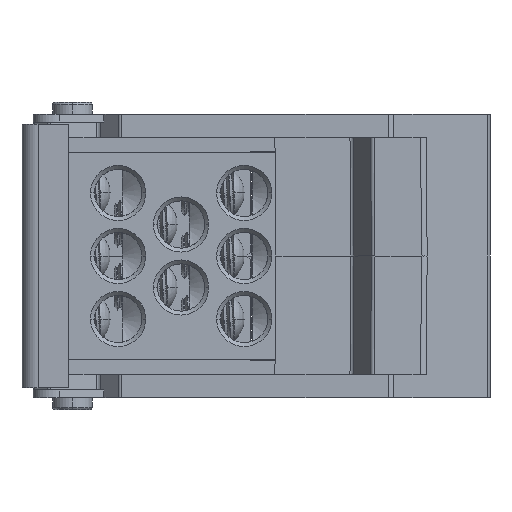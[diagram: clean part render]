
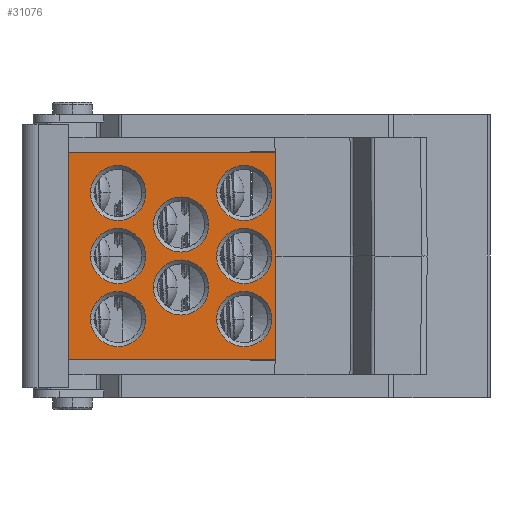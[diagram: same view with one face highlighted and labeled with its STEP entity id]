
A CAD part, left-side view. The second image highlights one B-rep face of the part: STEP entity #31076.
In plain terms, the highlighted planar face has unit normal (-1, 0, 0).
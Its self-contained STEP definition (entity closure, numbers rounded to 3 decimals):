
#292=DIRECTION('',(0.,0.,-1.));
#293=VECTOR('',#292,26.2);
#294=CARTESIAN_POINT('',(-30.5,-2.8,13.1));
#295=LINE('',#294,#293);
#331=DIRECTION('',(0.,0.,-1.));
#332=VECTOR('',#331,26.2);
#333=CARTESIAN_POINT('',(-30.5,-32.8,13.1));
#334=LINE('',#333,#332);
#5449=CARTESIAN_POINT('',(-30.5,-10.8,-8.));
#5450=DIRECTION('',(-1.,0.,0.));
#5451=DIRECTION('',(0.,-1.,0.));
#5452=AXIS2_PLACEMENT_3D('',#5449,#5450,#5451);
#5454=CARTESIAN_POINT('',(-30.5,-10.8,0.));
#5455=DIRECTION('',(-1.,0.,0.));
#5456=DIRECTION('',(0.,-1.,0.));
#5457=AXIS2_PLACEMENT_3D('',#5454,#5455,#5456);
#5459=CARTESIAN_POINT('',(-30.5,-10.8,8.));
#5460=DIRECTION('',(-1.,0.,0.));
#5461=DIRECTION('',(0.,-1.,0.));
#5462=AXIS2_PLACEMENT_3D('',#5459,#5460,#5461);
#5464=CARTESIAN_POINT('',(-30.5,-18.8,4.));
#5465=DIRECTION('',(-1.,0.,0.));
#5466=DIRECTION('',(0.,-1.,0.));
#5467=AXIS2_PLACEMENT_3D('',#5464,#5465,#5466);
#5469=CARTESIAN_POINT('',(-30.5,-18.8,-4.));
#5470=DIRECTION('',(-1.,0.,0.));
#5471=DIRECTION('',(0.,-1.,0.));
#5472=AXIS2_PLACEMENT_3D('',#5469,#5470,#5471);
#5474=CARTESIAN_POINT('',(-30.5,-26.8,-8.));
#5475=DIRECTION('',(-1.,0.,0.));
#5476=DIRECTION('',(0.,-1.,0.));
#5477=AXIS2_PLACEMENT_3D('',#5474,#5475,#5476);
#5479=CARTESIAN_POINT('',(-30.5,-26.8,0.));
#5480=DIRECTION('',(-1.,0.,0.));
#5481=DIRECTION('',(0.,-1.,0.));
#5482=AXIS2_PLACEMENT_3D('',#5479,#5480,#5481);
#5484=CARTESIAN_POINT('',(-30.5,-26.8,8.));
#5485=DIRECTION('',(-1.,0.,0.));
#5486=DIRECTION('',(0.,-1.,0.));
#5487=AXIS2_PLACEMENT_3D('',#5484,#5485,#5486);
#5489=DIRECTION('',(0.,1.,0.));
#5490=VECTOR('',#5489,30.);
#5491=CARTESIAN_POINT('',(-30.5,-32.8,-13.1));
#5492=LINE('',#5491,#5490);
#5506=CARTESIAN_POINT('',(-30.5,-10.8,-8.));
#5507=DIRECTION('',(1.,0.,0.));
#5508=DIRECTION('',(0.,-1.,0.));
#5509=AXIS2_PLACEMENT_3D('',#5506,#5507,#5508);
#8106=CARTESIAN_POINT('',(-30.5,-10.8,0.));
#8107=DIRECTION('',(1.,0.,0.));
#8108=DIRECTION('',(0.,-1.,0.));
#8109=AXIS2_PLACEMENT_3D('',#8106,#8107,#8108);
#9536=CARTESIAN_POINT('',(-30.5,-10.8,8.));
#9537=DIRECTION('',(1.,0.,0.));
#9538=DIRECTION('',(0.,-1.,0.));
#9539=AXIS2_PLACEMENT_3D('',#9536,#9537,#9538);
#9564=DIRECTION('',(0.,1.,0.));
#9565=VECTOR('',#9564,30.);
#9566=CARTESIAN_POINT('',(-30.5,-32.8,13.1));
#9567=LINE('',#9566,#9565);
#11723=CARTESIAN_POINT('',(-30.5,-18.8,-4.));
#11724=DIRECTION('',(1.,0.,0.));
#11725=DIRECTION('',(0.,-1.,0.));
#11726=AXIS2_PLACEMENT_3D('',#11723,#11724,#11725);
#14704=CARTESIAN_POINT('',(-30.5,-26.8,8.));
#14705=DIRECTION('',(1.,0.,0.));
#14706=DIRECTION('',(0.,-1.,0.));
#14707=AXIS2_PLACEMENT_3D('',#14704,#14705,#14706);
#16168=CARTESIAN_POINT('',(-30.5,-26.8,0.));
#16169=DIRECTION('',(1.,0.,0.));
#16170=DIRECTION('',(0.,-1.,0.));
#16171=AXIS2_PLACEMENT_3D('',#16168,#16169,#16170);
#16789=CARTESIAN_POINT('',(-30.5,-26.8,-8.));
#16790=DIRECTION('',(1.,0.,0.));
#16791=DIRECTION('',(0.,-1.,0.));
#16792=AXIS2_PLACEMENT_3D('',#16789,#16790,#16791);
#16807=CARTESIAN_POINT('',(-30.5,-18.8,4.));
#16808=DIRECTION('',(1.,0.,0.));
#16809=DIRECTION('',(0.,-1.,0.));
#16810=AXIS2_PLACEMENT_3D('',#16807,#16808,#16809);
#18873=CARTESIAN_POINT('',(-30.5,-2.8,-13.1));
#18874=VERTEX_POINT('',#18873);
#18875=CARTESIAN_POINT('',(-30.5,-2.8,13.1));
#18876=VERTEX_POINT('',#18875);
#18877=CARTESIAN_POINT('',(-30.5,-14.3,-8.));
#18878=CARTESIAN_POINT('',(-30.5,-7.3,-8.));
#18879=VERTEX_POINT('',#18877);
#18880=VERTEX_POINT('',#18878);
#18881=CARTESIAN_POINT('',(-30.5,-14.3,0.));
#18882=CARTESIAN_POINT('',(-30.5,-7.3,0.));
#18883=VERTEX_POINT('',#18881);
#18884=VERTEX_POINT('',#18882);
#18885=CARTESIAN_POINT('',(-30.5,-14.3,8.));
#18886=CARTESIAN_POINT('',(-30.5,-7.3,8.));
#18887=VERTEX_POINT('',#18885);
#18888=VERTEX_POINT('',#18886);
#18889=CARTESIAN_POINT('',(-30.5,-22.3,4.));
#18890=CARTESIAN_POINT('',(-30.5,-15.3,4.));
#18891=VERTEX_POINT('',#18889);
#18892=VERTEX_POINT('',#18890);
#18893=CARTESIAN_POINT('',(-30.5,-22.3,-4.));
#18894=CARTESIAN_POINT('',(-30.5,-15.3,-4.));
#18895=VERTEX_POINT('',#18893);
#18896=VERTEX_POINT('',#18894);
#18897=CARTESIAN_POINT('',(-30.5,-30.3,-8.));
#18898=CARTESIAN_POINT('',(-30.5,-23.3,-8.));
#18899=VERTEX_POINT('',#18897);
#18900=VERTEX_POINT('',#18898);
#18901=CARTESIAN_POINT('',(-30.5,-30.3,0.));
#18902=CARTESIAN_POINT('',(-30.5,-23.3,0.));
#18903=VERTEX_POINT('',#18901);
#18904=VERTEX_POINT('',#18902);
#18905=CARTESIAN_POINT('',(-30.5,-30.3,8.));
#18906=CARTESIAN_POINT('',(-30.5,-23.3,8.));
#18907=VERTEX_POINT('',#18905);
#18908=VERTEX_POINT('',#18906);
#19898=CARTESIAN_POINT('',(-30.5,-32.8,-13.1));
#19900=VERTEX_POINT('',#19898);
#19902=CARTESIAN_POINT('',(-30.5,-32.8,13.1));
#19903=VERTEX_POINT('',#19902);
#31016=CARTESIAN_POINT('',(-30.5,-17.8,0.));
#31017=DIRECTION('',(1.,0.,0.));
#31018=DIRECTION('',(0.,-1.,0.));
#31019=AXIS2_PLACEMENT_3D('',#31016,#31017,#31018);
#31020=PLANE('',#31019);
#31021=ORIENTED_EDGE('',*,*,#21043,.T.);
#31022=ORIENTED_EDGE('',*,*,#20993,.F.);
#31024=ORIENTED_EDGE('',*,*,#31023,.F.);
#31025=ORIENTED_EDGE('',*,*,#21076,.T.);
#31026=EDGE_LOOP('',(#31021,#31022,#31024,#31025));
#31027=FACE_OUTER_BOUND('',#31026,.F.);
#31029=ORIENTED_EDGE('',*,*,#31028,.T.);
#31031=ORIENTED_EDGE('',*,*,#31030,.F.);
#31032=EDGE_LOOP('',(#31029,#31031));
#31033=FACE_BOUND('',#31032,.F.);
#31035=ORIENTED_EDGE('',*,*,#31034,.T.);
#31037=ORIENTED_EDGE('',*,*,#31036,.F.);
#31038=EDGE_LOOP('',(#31035,#31037));
#31039=FACE_BOUND('',#31038,.F.);
#31041=ORIENTED_EDGE('',*,*,#31040,.F.);
#31043=ORIENTED_EDGE('',*,*,#31042,.T.);
#31044=EDGE_LOOP('',(#31041,#31043));
#31045=FACE_BOUND('',#31044,.F.);
#31047=ORIENTED_EDGE('',*,*,#31046,.F.);
#31049=ORIENTED_EDGE('',*,*,#31048,.T.);
#31050=EDGE_LOOP('',(#31047,#31049));
#31051=FACE_BOUND('',#31050,.F.);
#31053=ORIENTED_EDGE('',*,*,#31052,.F.);
#31055=ORIENTED_EDGE('',*,*,#31054,.T.);
#31056=EDGE_LOOP('',(#31053,#31055));
#31057=FACE_BOUND('',#31056,.F.);
#31059=ORIENTED_EDGE('',*,*,#31058,.T.);
#31061=ORIENTED_EDGE('',*,*,#31060,.F.);
#31062=EDGE_LOOP('',(#31059,#31061));
#31063=FACE_BOUND('',#31062,.F.);
#31065=ORIENTED_EDGE('',*,*,#31064,.T.);
#31067=ORIENTED_EDGE('',*,*,#31066,.F.);
#31068=EDGE_LOOP('',(#31065,#31067));
#31069=FACE_BOUND('',#31068,.F.);
#31071=ORIENTED_EDGE('',*,*,#31070,.T.);
#31073=ORIENTED_EDGE('',*,*,#31072,.F.);
#31074=EDGE_LOOP('',(#31071,#31073));
#31075=FACE_BOUND('',#31074,.F.);
#31076=ADVANCED_FACE('',(#31027,#31033,#31039,#31045,#31051,#31057,#31063,
#31069,#31075),#31020,.F.);
#5453=CIRCLE('',#5452,3.5);
#5458=CIRCLE('',#5457,3.5);
#5463=CIRCLE('',#5462,3.5);
#5468=CIRCLE('',#5467,3.5);
#5473=CIRCLE('',#5472,3.5);
#5478=CIRCLE('',#5477,3.5);
#5483=CIRCLE('',#5482,3.5);
#5488=CIRCLE('',#5487,3.5);
#5510=CIRCLE('',#5509,3.5);
#8110=CIRCLE('',#8109,3.5);
#9540=CIRCLE('',#9539,3.5);
#11727=CIRCLE('',#11726,3.5);
#14708=CIRCLE('',#14707,3.5);
#16172=CIRCLE('',#16171,3.5);
#16793=CIRCLE('',#16792,3.5);
#16811=CIRCLE('',#16810,3.5);
#20993=EDGE_CURVE('',#18876,#18874,#295,.T.);
#21043=EDGE_CURVE('',#19900,#18874,#5492,.T.);
#21076=EDGE_CURVE('',#19903,#19900,#334,.T.);
#31023=EDGE_CURVE('',#19903,#18876,#9567,.T.);
#31028=EDGE_CURVE('',#18883,#18884,#5458,.T.);
#31030=EDGE_CURVE('',#18883,#18884,#8110,.T.);
#31034=EDGE_CURVE('',#18887,#18888,#5463,.T.);
#31036=EDGE_CURVE('',#18887,#18888,#9540,.T.);
#31040=EDGE_CURVE('',#18891,#18892,#16811,.T.);
#31042=EDGE_CURVE('',#18891,#18892,#5468,.T.);
#31046=EDGE_CURVE('',#18895,#18896,#11727,.T.);
#31048=EDGE_CURVE('',#18895,#18896,#5473,.T.);
#31052=EDGE_CURVE('',#18899,#18900,#16793,.T.);
#31054=EDGE_CURVE('',#18899,#18900,#5478,.T.);
#31058=EDGE_CURVE('',#18903,#18904,#5483,.T.);
#31060=EDGE_CURVE('',#18903,#18904,#16172,.T.);
#31064=EDGE_CURVE('',#18907,#18908,#5488,.T.);
#31066=EDGE_CURVE('',#18907,#18908,#14708,.T.);
#31070=EDGE_CURVE('',#18879,#18880,#5453,.T.);
#31072=EDGE_CURVE('',#18879,#18880,#5510,.T.);
